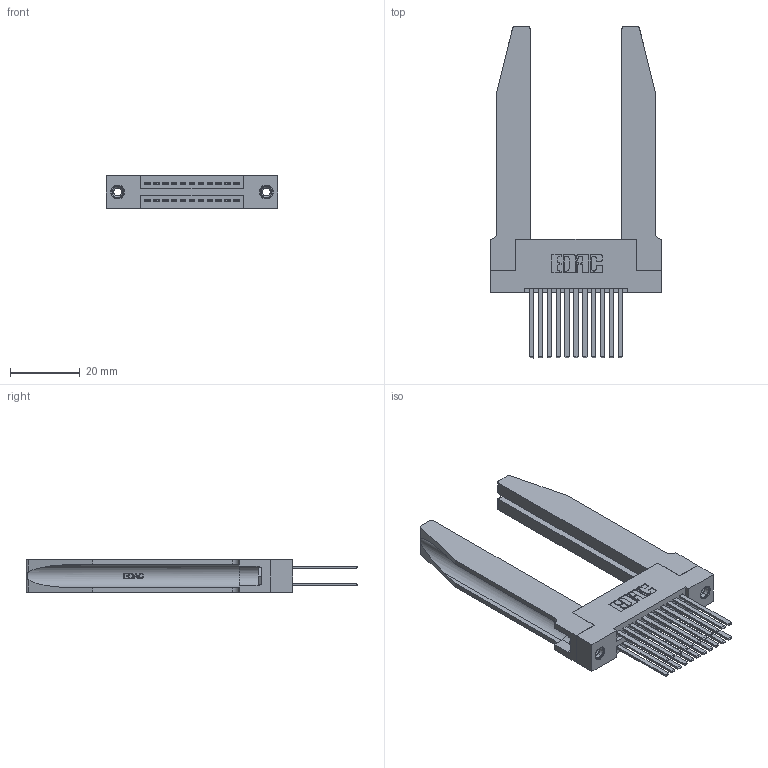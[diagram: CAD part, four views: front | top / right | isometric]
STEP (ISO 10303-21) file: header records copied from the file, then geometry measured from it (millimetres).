
FILE_DESCRIPTION (( 'STEP AP203' ), '1' );
FILE_NAME ('345-022-544-278.STEP', '2019-10-27T15:20:44', ( '' ), ( '' ), 'SwSTEP 2.0', 'SolidWorks 2016', '' );
FILE_SCHEMA (( 'CONFIG_CONTROL_DESIGN' ));
Length unit declared in the file: inch
Products named in the file (5): 345-220-078_345-220-078; 345-022-544-278; 345-292-001_345-293-144; 345 Part_Flush Mounting Lugs - 0.156 Dia-TH; 345-250-001_345-250-001-102
Assembly tree (27 placements, depth 2):
  345-022-544-278
    345 Part_Flush Mounting Lugs - 0.156 Dia-TH
    345-292-001_345-293-144  x22
    345-250-001_345-250-001-102  x2
    345-220-078_345-220-078  x2
Bounding box: 49.17 x 94.92 x 9.4 mm (x, y, z)
Volume: 12567.9 mm3; surface area: 14233.4 mm2
Topology: 27 solids, 27 shells, 1328 faces, 3831 edges, 2514 vertices
Faces by surface type: plane 860, cylinder 416, bspline 36, cone 12, torus 4
Entity records: 17360 total; most frequent: CARTESIAN_POINT 3855, ORIENTED_EDGE 2686, DIRECTION 2429, EDGE_CURVE 1343, VECTOR 1077, LINE 1077, VERTEX_POINT 888, AXIS2_PLACEMENT_3D 676
